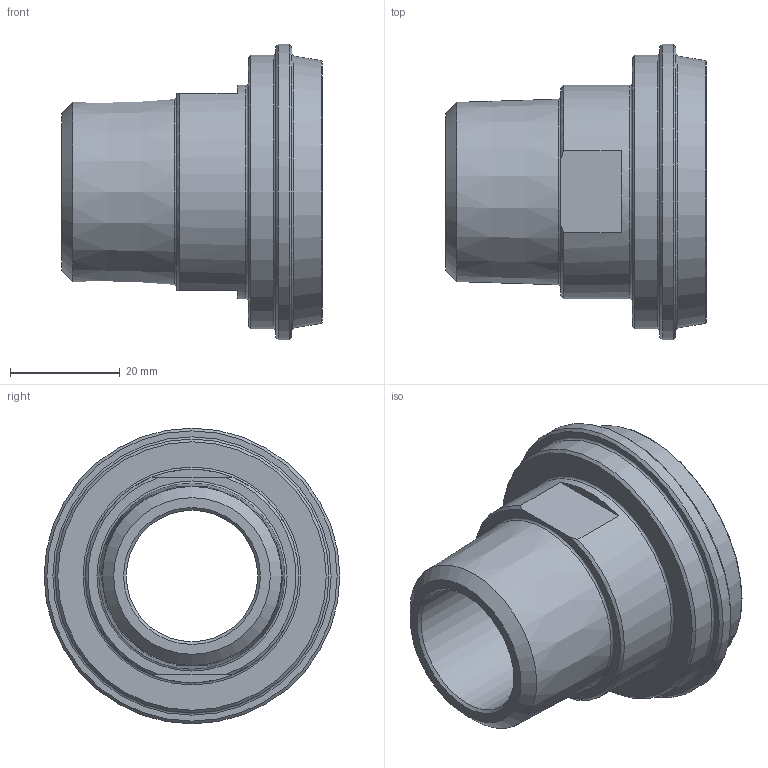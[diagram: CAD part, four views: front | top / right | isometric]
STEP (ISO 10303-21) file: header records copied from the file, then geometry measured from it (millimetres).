
FILE_DESCRIPTION(/* description */ (''),/* implementation_level */ '2;1');
FILE_NAME(/* name */ '3D_R134-UE-DN25-DN32_171011126.stp',/* time_stamp */ '2021-06-15T16:24:59+02:00',/* author */ ('cad'),/* organization */ (''),/* preprocessor_version */ 'ST-DEVELOPER v18.1',/* originating_system */ 'Autodesk Inventor 2022',/* authorisation */ '');
FILE_SCHEMA (('AUTOMOTIVE_DESIGN { 1 0 10303 214 3 1 1 }'));
Length unit declared in the file: millimetre
Products named in the file (1): 3D_R134-UE-DN25-DN32_171011126
Bounding box: 47.5 x 54 x 54 mm (x, y, z)
Volume: 36797.4 mm3; surface area: 12335.6 mm2
Topology: 1 solids, 1 shells, 29 faces, 68 edges, 45 vertices
Faces by surface type: plane 10, cone 10, torus 5, cylinder 4
Full cylindrical faces by diameter (mm): 24 x1, 39 x1, 50 x1, 54 x1
Entity records: 899 total; most frequent: DIRECTION 168, CARTESIAN_POINT 151, ORIENTED_EDGE 136, AXIS2_PLACEMENT_3D 74, EDGE_CURVE 68, VERTEX_POINT 45, CIRCLE 44, EDGE_LOOP 35
